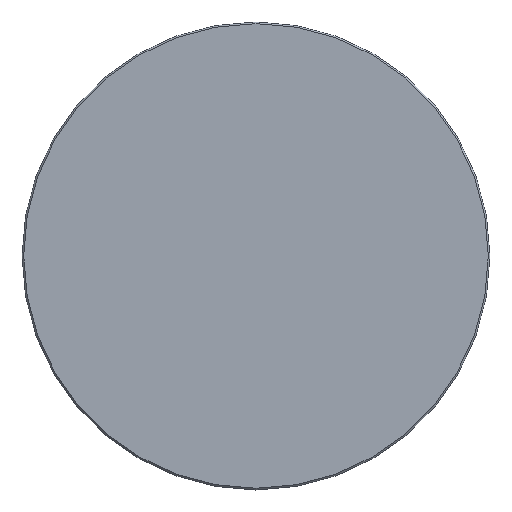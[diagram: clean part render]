
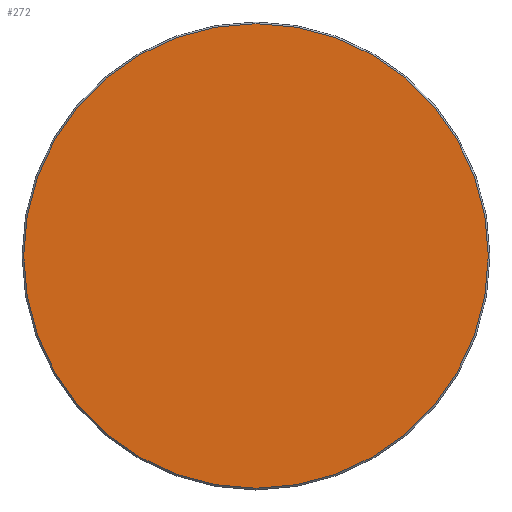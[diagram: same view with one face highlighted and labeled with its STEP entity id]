
A CAD part, top view. The second image highlights one B-rep face of the part: STEP entity #272.
In plain terms, the highlighted planar face has unit normal (0, 0, 1).
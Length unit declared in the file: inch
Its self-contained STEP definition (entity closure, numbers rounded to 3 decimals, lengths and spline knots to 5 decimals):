
#16 = CARTESIAN_POINT ( 'NONE',  ( -0.85964, 1.22061, -0.25754 ) ) ;
#29 = FACE_OUTER_BOUND ( 'NONE', #144, .T. ) ;
#32 = AXIS2_PLACEMENT_3D ( 'NONE', #16, #216, #127 ) ;
#53 = ORIENTED_EDGE ( 'NONE', *, *, #196, .T. ) ;
#64 = CARTESIAN_POINT ( 'NONE',  ( -0.85964, 1.22061, -0.25754 ) ) ;
#78 = AXIS2_PLACEMENT_3D ( 'NONE', #233, #169, #149 ) ;
#87 = VERTEX_POINT ( 'NONE', #185 ) ;
#96 = CIRCLE ( 'NONE', #224, 0.97729 ) ;
#105 = CIRCLE ( 'NONE', #78, 0.97729 ) ;
#124 = ORIENTED_EDGE ( 'NONE', *, *, #172, .T. ) ;
#127 = DIRECTION ( 'NONE',  ( 1., 0., 0. ) ) ;
#144 = EDGE_LOOP ( 'NONE', ( #124, #53 ) ) ;
#149 = DIRECTION ( 'NONE',  ( 1., 0., 0. ) ) ;
#169 = DIRECTION ( 'NONE',  ( 0., 0., 1. ) ) ;
#172 = EDGE_CURVE ( 'NONE', #87, #230, #96, .T. ) ;
#185 = CARTESIAN_POINT ( 'NONE',  ( -1.83693, 1.22061, -0.25754 ) ) ;
#196 = EDGE_CURVE ( 'NONE', #230, #87, #105, .T. ) ;
#216 = DIRECTION ( 'NONE',  ( 0., 0., 1. ) ) ;
#219 = DIRECTION ( 'NONE',  ( 1., 0., 0. ) ) ;
#224 = AXIS2_PLACEMENT_3D ( 'NONE', #64, #274, #219 ) ;
#230 = VERTEX_POINT ( 'NONE', #237 ) ;
#233 = CARTESIAN_POINT ( 'NONE',  ( -0.85964, 1.22061, -0.25754 ) ) ;
#237 = CARTESIAN_POINT ( 'NONE',  ( 0.11766, 1.22061, -0.25754 ) ) ;
#271 = PLANE ( 'NONE',  #32 ) ;
#272 = ADVANCED_FACE ( 'NONE', ( #29 ), #271, .T. ) ;
#274 = DIRECTION ( 'NONE',  ( 0., 0., 1. ) ) ;
